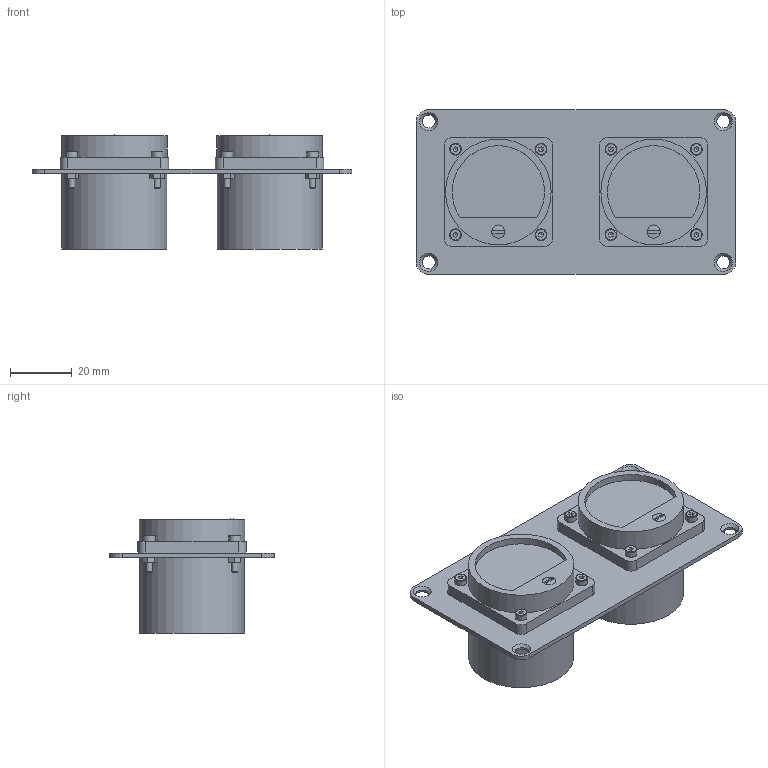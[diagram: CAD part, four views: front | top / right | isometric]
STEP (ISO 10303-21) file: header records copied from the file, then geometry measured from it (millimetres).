
FILE_DESCRIPTION(/* description */ ('Unknown'),/* implementation_level */ '2;1');
FILE_NAME(/* name */ 'front_panel_assembly',/* time_stamp */ '2023-07-02T14:13:47+02:00',/* author */ ('Unknown'),/* organization */ ('Unknown'),/* preprocessor_version */ 'ST-DEVELOPER v16.7',/* originating_system */ 'DEX',/* authorisation */ $);
FILE_SCHEMA (('AUTOMOTIVE_DESIGN {1 0 10303 214 3 1 1}'));
Length unit declared in the file: millimetre
Products named in the file (5): front_panel_assembly; front_panel; SD-39_VU_gauge; din_912-m2x0_4-10-10_9; nut_din934_m2-10
Assembly tree (19 placements, depth 2):
  front_panel_assembly
    front_panel
    SD-39_VU_gauge  x2
    din_912-m2x0_4-10-10_9  x8
    nut_din934_m2-10  x8
Bounding box: 103.12 x 53.09 x 36.79 mm (x, y, z)
Volume: 71456.2 mm3; surface area: 22815.8 mm2
Topology: 19 solids, 19 shells, 300 faces, 686 edges, 440 vertices
Faces by surface type: plane 168, cylinder 68, cone 52, torus 8, sphere 4
Full cylindrical faces by diameter (mm): 1.567 x8, 2 x8, 3.5 x16, 3.8 x8, 4.191 x4, 33.9 x2, 34 x2, 34.1 x2
Entity records: 2712 total; most frequent: DIRECTION 430, CARTESIAN_POINT 424, ORIENTED_EDGE 320, AXIS2_PLACEMENT_3D 185, FACE_BOUND 161, EDGE_CURVE 160, EDGE_LOOP 160, VERTEX_POINT 125
